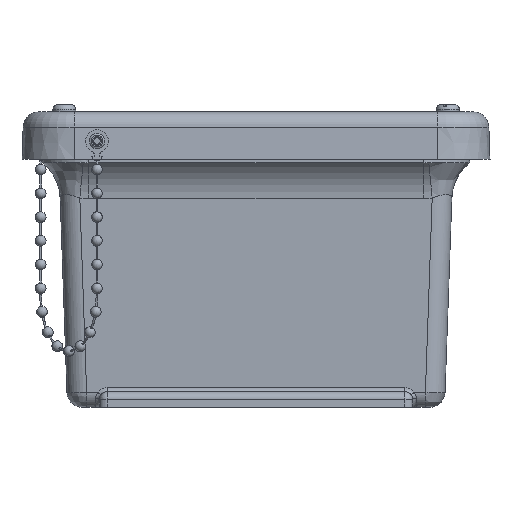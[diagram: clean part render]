
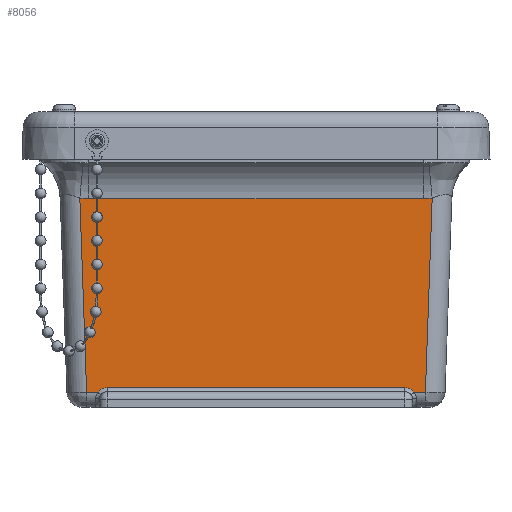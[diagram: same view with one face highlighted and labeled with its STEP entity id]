
A CAD part, front view. The second image highlights one B-rep face of the part: STEP entity #8056.
In plain terms, the highlighted face is planar.
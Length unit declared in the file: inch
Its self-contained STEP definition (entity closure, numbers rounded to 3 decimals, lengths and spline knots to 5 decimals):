
#311=PLANE($,#8634);
#623=LINE($,#12672,#1155);
#628=LINE($,#12983,#1160);
#630=LINE($,#12989,#1162);
#631=LINE($,#12991,#1163);
#632=LINE($,#12995,#1164);
#633=LINE($,#12998,#1165);
#1155=VECTOR($,#9727,4.75);
#1160=VECTOR($,#9768,0.18113);
#1162=VECTOR($,#9774,0.18113);
#1163=VECTOR($,#9775,3.10457);
#1164=VECTOR($,#9778,5.3495);
#1165=VECTOR($,#9781,3.10457);
#1878=FACE_OUTER_BOUND($,#2393,.T.);
#2393=EDGE_LOOP($,(#5661,#5662,#5663,#5664,#5665,#5666,#5667,#5668,#5669,
#5670));
#3037=ELLIPSE($,#8617,0.18811,0.188);
#3038=ELLIPSE($,#8619,0.18811,0.188);
#3040=ELLIPSE($,#8635,1.14435,0.81769);
#3041=ELLIPSE($,#8636,1.09774,0.75931);
#3639=VERTEX_POINT($,#12665);
#3642=VERTEX_POINT($,#12670);
#3643=VERTEX_POINT($,#12722);
#3646=VERTEX_POINT($,#12777);
#3658=VERTEX_POINT($,#12982);
#3660=VERTEX_POINT($,#12988);
#3661=VERTEX_POINT($,#12990);
#3662=VERTEX_POINT($,#12992);
#3663=VERTEX_POINT($,#12994);
#3664=VERTEX_POINT($,#12996);
#4410=EDGE_CURVE($,#3642,#3639,#623,.T.);
#4413=EDGE_CURVE($,#3639,#3643,#3037,.T.);
#4415=EDGE_CURVE($,#3646,#3642,#3038,.T.);
#4434=EDGE_CURVE($,#3643,#3658,#628,.T.);
#4437=EDGE_CURVE($,#3646,#3660,#630,.T.);
#4438=EDGE_CURVE($,#3661,#3660,#631,.T.);
#4439=EDGE_CURVE($,#3662,#3661,#3040,.T.);
#4440=EDGE_CURVE($,#3663,#3662,#632,.T.);
#4441=EDGE_CURVE($,#3664,#3663,#3041,.T.);
#4442=EDGE_CURVE($,#3658,#3664,#633,.T.);
#5661=ORIENTED_EDGE($,*,*,#4413,.F.);
#5662=ORIENTED_EDGE($,*,*,#4410,.F.);
#5663=ORIENTED_EDGE($,*,*,#4415,.F.);
#5664=ORIENTED_EDGE($,*,*,#4437,.T.);
#5665=ORIENTED_EDGE($,*,*,#4438,.F.);
#5666=ORIENTED_EDGE($,*,*,#4439,.F.);
#5667=ORIENTED_EDGE($,*,*,#4440,.F.);
#5668=ORIENTED_EDGE($,*,*,#4441,.F.);
#5669=ORIENTED_EDGE($,*,*,#4442,.F.);
#5670=ORIENTED_EDGE($,*,*,#4434,.F.);
#8056=ADVANCED_FACE($,(#1878),#311,.T.);
#8617=AXIS2_PLACEMENT_3D($,#12726,#9732,#9733);
#8619=AXIS2_PLACEMENT_3D($,#12779,#9736,#9737);
#8634=AXIS2_PLACEMENT_3D($,#12987,#9772,#9773);
#8635=AXIS2_PLACEMENT_3D($,#12993,#9776,#9777);
#8636=AXIS2_PLACEMENT_3D($,#12997,#9779,#9780);
#9727=DIRECTION($,(-1.,0.,0.));
#9732=DIRECTION('center_axis',(0.,-0.035,0.999));
#9733=DIRECTION('ref_axis',(0.,0.999,0.035));
#9736=DIRECTION('center_axis',(0.,-0.035,0.999));
#9737=DIRECTION('ref_axis',(0.,0.999,0.035));
#9768=DIRECTION($,(-1.,0.,0.));
#9772=DIRECTION('center_axis',(0.,-0.035,0.999));
#9773=DIRECTION('ref_axis',(1.,0.,0.));
#9774=DIRECTION($,(1.,0.,0.));
#9775=DIRECTION($,(-0.035,-0.999,-0.035));
#9776=DIRECTION('center_axis',(0.,-0.035,
0.999));
#9777=DIRECTION('ref_axis',(0.985,-0.172,-0.006));
#9778=DIRECTION($,(1.,0.,0.));
#9779=DIRECTION('center_axis',(0.,-0.035,
0.999));
#9780=DIRECTION('ref_axis',(0.99,0.144,0.005));
#9781=DIRECTION($,(-0.035,0.999,0.035));
#12665=CARTESIAN_POINT('',(-2.375,0.3152,4.02171));
#12670=CARTESIAN_POINT('',(2.375,0.3152,4.02171));
#12672=CARTESIAN_POINT($,(2.375,0.3152,4.02171));
#12722=CARTESIAN_POINT('',(-2.52443,0.24128,4.01913));
#12726=CARTESIAN_POINT('Origin',(-2.375,0.1272,4.01514));
#12777=CARTESIAN_POINT('',(2.52443,0.24128,4.01913));
#12779=CARTESIAN_POINT('Origin',(2.375,0.1272,4.01514));
#12982=CARTESIAN_POINT('',(-2.70557,0.24128,4.01913));
#12983=CARTESIAN_POINT($,(-2.52443,0.24128,4.01913));
#12987=CARTESIAN_POINT('Origin',(3.01095,0.,4.0107));
#12988=CARTESIAN_POINT('',(2.70557,0.24128,4.01913));
#12989=CARTESIAN_POINT($,(2.52443,0.24128,4.01913));
#12990=CARTESIAN_POINT('',(2.81385,3.34206,4.12741));
#12991=CARTESIAN_POINT($,(2.81385,3.34206,4.12741));
#12992=CARTESIAN_POINT('',(2.67475,3.33565,4.12718));
#12993=CARTESIAN_POINT('Origin',(2.54344,4.16441,4.15612));
#12994=CARTESIAN_POINT('',(-2.67475,3.33565,4.12718));
#12995=CARTESIAN_POINT($,(-2.67475,3.33565,4.12718));
#12996=CARTESIAN_POINT('',(-2.81385,3.34206,4.12741));
#12997=CARTESIAN_POINT('Origin',(-2.55834,4.10299,4.15398));
#12998=CARTESIAN_POINT($,(-2.70557,0.24128,4.01913));
